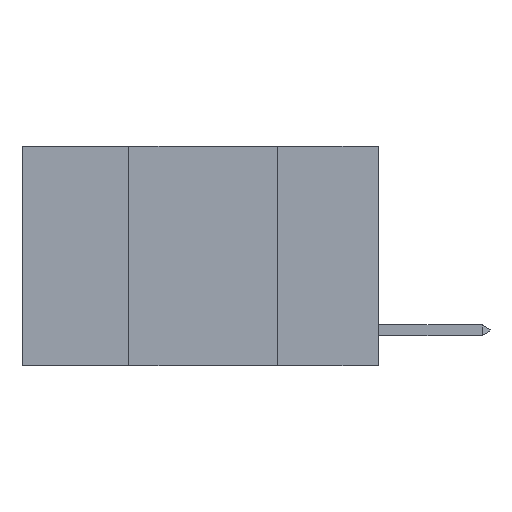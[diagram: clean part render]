
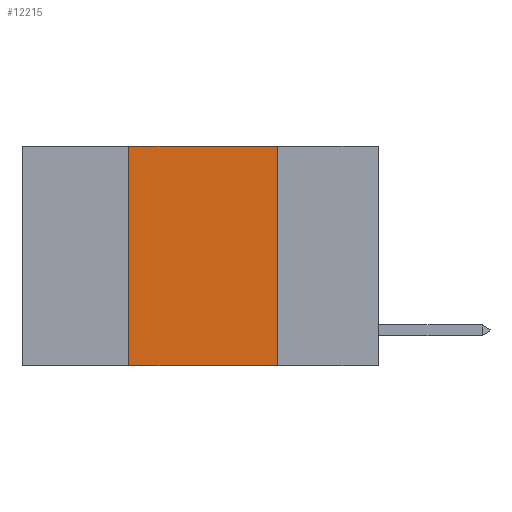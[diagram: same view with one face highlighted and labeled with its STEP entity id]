
A CAD part, left-side view. The second image highlights one B-rep face of the part: STEP entity #12215.
In plain terms, the highlighted planar face has unit normal (-1, 0, 0).
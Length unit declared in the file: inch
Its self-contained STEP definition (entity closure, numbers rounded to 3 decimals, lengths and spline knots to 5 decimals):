
#707 = PLANE ( 'NONE',  #26497 ) ;
#952 = DIRECTION ( 'NONE',  ( 0., -1., 0. ) ) ;
#1419 = DIRECTION ( 'NONE',  ( 0., 0., 1. ) ) ;
#2709 = VERTEX_POINT ( 'NONE', #15666 ) ;
#2982 = DIRECTION ( 'NONE',  ( 1., 0., 0. ) ) ;
#3053 = LINE ( 'NONE', #24640, #19765 ) ;
#4562 = EDGE_CURVE ( 'NONE', #16346, #19957, #17255, .T. ) ;
#5519 = VECTOR ( 'NONE', #27148, 39.37008 ) ;
#5814 = ORIENTED_EDGE ( 'NONE', *, *, #4562, .F. ) ;
#5966 = VERTEX_POINT ( 'NONE', #14824 ) ;
#6289 = CARTESIAN_POINT ( 'NONE',  ( 0., 0.42, -0.37 ) ) ;
#8872 = ORIENTED_EDGE ( 'NONE', *, *, #12917, .F. ) ;
#9724 = CARTESIAN_POINT ( 'NONE',  ( 0., 0.6, -0.37 ) ) ;
#11470 = VECTOR ( 'NONE', #1419, 39.37008 ) ;
#11569 = EDGE_CURVE ( 'NONE', #19957, #2709, #11679, .T. ) ;
#11679 = LINE ( 'NONE', #27052, #27585 ) ;
#11990 = LINE ( 'NONE', #9724, #5519 ) ;
#12215 = ADVANCED_FACE ( 'NONE', ( #25872 ), #707, .F. ) ;
#12917 = EDGE_CURVE ( 'NONE', #2709, #5966, #3053, .T. ) ;
#14058 = CARTESIAN_POINT ( 'NONE',  ( 0., 0.42, 0. ) ) ;
#14824 = CARTESIAN_POINT ( 'NONE',  ( 0., 0.17, -0.37 ) ) ;
#15666 = CARTESIAN_POINT ( 'NONE',  ( 0., 0.17, 0. ) ) ;
#16034 = CARTESIAN_POINT ( 'NONE',  ( 0., 0.6, 0. ) ) ;
#16346 = VERTEX_POINT ( 'NONE', #6289 ) ;
#17255 = LINE ( 'NONE', #14058, #11470 ) ;
#18234 = DIRECTION ( 'NONE',  ( 0., 0., -1. ) ) ;
#19765 = VECTOR ( 'NONE', #26792, 39.37008 ) ;
#19957 = VERTEX_POINT ( 'NONE', #26232 ) ;
#20467 = ORIENTED_EDGE ( 'NONE', *, *, #11569, .F. ) ;
#22372 = EDGE_LOOP ( 'NONE', ( #8872, #20467, #5814, #28239 ) ) ;
#24640 = CARTESIAN_POINT ( 'NONE',  ( 0., 0.17, 0. ) ) ;
#25872 = FACE_OUTER_BOUND ( 'NONE', #22372, .T. ) ;
#26232 = CARTESIAN_POINT ( 'NONE',  ( 0., 0.42, 0. ) ) ;
#26497 = AXIS2_PLACEMENT_3D ( 'NONE', #16034, #2982, #18234 ) ;
#26736 = EDGE_CURVE ( 'NONE', #16346, #5966, #11990, .T. ) ;
#26792 = DIRECTION ( 'NONE',  ( 0., 0., -1. ) ) ;
#27052 = CARTESIAN_POINT ( 'NONE',  ( 0., 0.6, 0. ) ) ;
#27148 = DIRECTION ( 'NONE',  ( 0., -1., 0. ) ) ;
#27585 = VECTOR ( 'NONE', #952, 39.37008 ) ;
#28239 = ORIENTED_EDGE ( 'NONE', *, *, #26736, .T. ) ;
